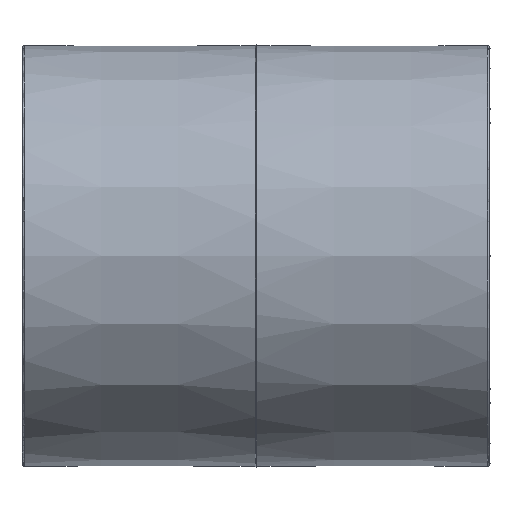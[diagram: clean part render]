
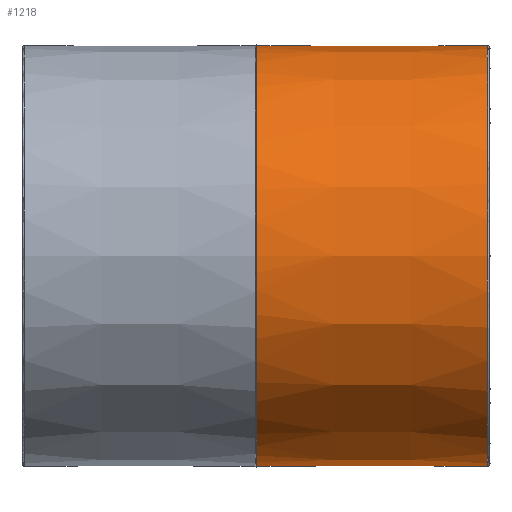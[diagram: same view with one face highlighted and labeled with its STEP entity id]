
A CAD part, top view. The second image highlights one B-rep face of the part: STEP entity #1218.
In plain terms, the highlighted conical face has half-angle 0.042 degrees and reference radius 62.55 mm.
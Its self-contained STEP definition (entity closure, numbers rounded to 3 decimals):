
#108=CONICAL_SURFACE('',#20432,62.55,0.042);
#1218=ADVANCED_FACE('',(#5358,#5359),#108,.T.);
#4092=B_SPLINE_CURVE_WITH_KNOTS('',3,(#30347,#30348,#30349,#30350,#30351,
#30352,#30353,#30354,#30355,#30356,#30357,#30358,#30359,#30360,#30361,#30362,
#30363,#30364,#30365,#30366,#30367,#30368,#30369,#30370,#30371,#30372,#30373,
#30374,#30375,#30376,#30377,#30378,#30379,#30380),.UNSPECIFIED.,.T.,.F.,
(2,2,2,2,2,2,2,2,2,2,2,2,2,2,2,2,2,2,2),(-0.063,0.,0.063,0.125,0.188,
0.25,0.313,0.375,0.438,0.5,0.563,0.625,0.688,0.75,0.813,0.875,0.938,
1.,1.063),.UNSPECIFIED.);
#5358=FACE_BOUND('',#5449,.T.);
#5359=FACE_BOUND('',#5450,.T.);
#5449=EDGE_LOOP('',(#9552));
#5450=EDGE_LOOP('',(#9553));
#9552=ORIENTED_EDGE('',*,*,#17904,.F.);
#9553=ORIENTED_EDGE('',*,*,#17903,.T.);
#15779=VERTEX_POINT('',#30345);
#15780=VERTEX_POINT('',#30381);
#17903=EDGE_CURVE('',#15779,#15779,#20254,.T.);
#17904=EDGE_CURVE('',#15780,#15780,#4092,.T.);
#20254=CIRCLE('',#20430,62.5);
#20430=AXIS2_PLACEMENT_3D('',#30344,#21851,#21852);
#20432=AXIS2_PLACEMENT_3D('',#30382,#21855,#21856);
#21851=DIRECTION('',(-1.,0.,0.));
#21852=DIRECTION('',(0.,0.,1.));
#21855=DIRECTION('',(-1.,0.,0.));
#21856=DIRECTION('',(0.,0.,1.));
#30344=CARTESIAN_POINT('',(80290.308,10733.665,0.));
#30345=CARTESIAN_POINT('',(80290.308,10733.665,62.5));
#30347=CARTESIAN_POINT('',(80221.808,10741.853,-62.55));
#30348=CARTESIAN_POINT('',(80221.808,10725.477,-62.55));
#30349=CARTESIAN_POINT('',(80221.808,10717.293,-60.922));
#30350=CARTESIAN_POINT('',(80221.808,10702.164,-54.655));
#30351=CARTESIAN_POINT('',(80221.808,10695.225,-50.019));
#30352=CARTESIAN_POINT('',(80221.808,10683.646,-38.44));
#30353=CARTESIAN_POINT('',(80221.808,10679.01,-31.501));
#30354=CARTESIAN_POINT('',(80221.808,10672.743,-16.372));
#30355=CARTESIAN_POINT('',(80221.808,10671.115,-8.188));
#30356=CARTESIAN_POINT('',(80221.808,10671.115,8.188));
#30357=CARTESIAN_POINT('',(80221.808,10672.743,16.372));
#30358=CARTESIAN_POINT('',(80221.808,10679.01,31.501));
#30359=CARTESIAN_POINT('',(80221.808,10683.646,38.44));
#30360=CARTESIAN_POINT('',(80221.808,10695.225,50.019));
#30361=CARTESIAN_POINT('',(80221.808,10702.164,54.655));
#30362=CARTESIAN_POINT('',(80221.808,10717.293,60.922));
#30363=CARTESIAN_POINT('',(80221.808,10725.477,62.55));
#30364=CARTESIAN_POINT('',(80221.808,10741.853,62.55));
#30365=CARTESIAN_POINT('',(80221.808,10750.037,60.922));
#30366=CARTESIAN_POINT('',(80221.808,10765.166,54.655));
#30367=CARTESIAN_POINT('',(80221.808,10772.105,50.019));
#30368=CARTESIAN_POINT('',(80221.808,10783.684,38.44));
#30369=CARTESIAN_POINT('',(80221.808,10788.32,31.501));
#30370=CARTESIAN_POINT('',(80221.808,10794.587,16.372));
#30371=CARTESIAN_POINT('',(80221.808,10796.215,8.188));
#30372=CARTESIAN_POINT('',(80221.808,10796.215,-8.188));
#30373=CARTESIAN_POINT('',(80221.808,10794.587,-16.372));
#30374=CARTESIAN_POINT('',(80221.808,10788.32,-31.501));
#30375=CARTESIAN_POINT('',(80221.808,10783.684,-38.44));
#30376=CARTESIAN_POINT('',(80221.808,10772.105,-50.019));
#30377=CARTESIAN_POINT('',(80221.808,10765.166,-54.655));
#30378=CARTESIAN_POINT('',(80221.808,10750.037,-60.922));
#30379=CARTESIAN_POINT('',(80221.808,10741.853,-62.55));
#30380=CARTESIAN_POINT('',(80221.808,10725.477,-62.55));
#30381=CARTESIAN_POINT('',(80221.808,10733.665,-62.55));
#30382=CARTESIAN_POINT('',(80221.808,10733.665,0.));
